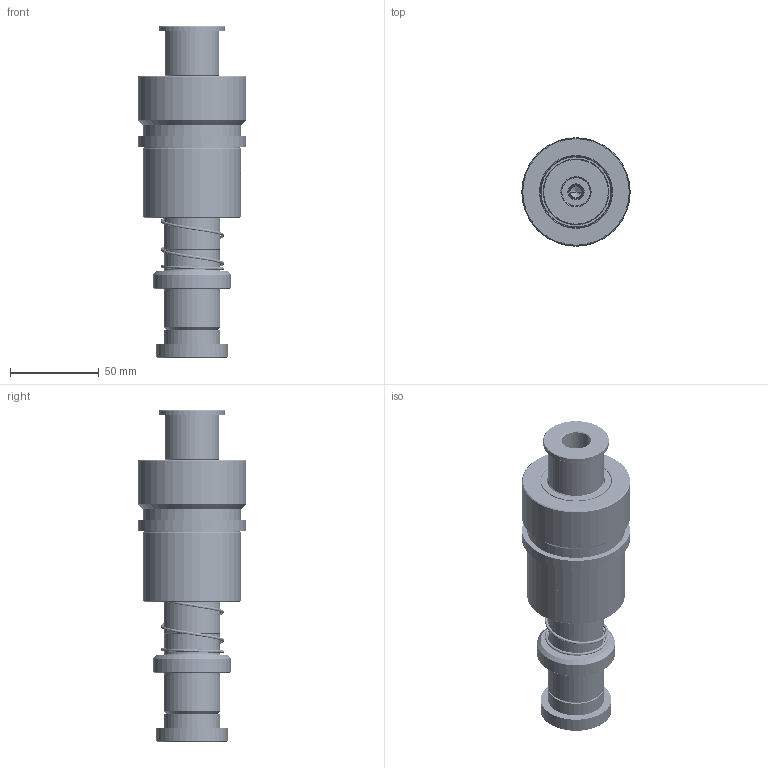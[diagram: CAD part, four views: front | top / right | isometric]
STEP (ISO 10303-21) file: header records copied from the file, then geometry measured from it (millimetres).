
FILE_DESCRIPTION (( 'STEP AP214' ), '1' );
FILE_NAME ('KTSH KTJH-D32-L120(BL80).STEP', '2021-09-09T08:16:50', ( '' ), ( '' ), 'SwSTEP 2.0', 'SolidWorks 2016', '' );
FILE_SCHEMA (( 'AUTOMOTIVE_DESIGN' ));
Length unit declared in the file: millimetre
Products named in the file (311): BALL-D4; GTK-D37-d31; KTSH KTJH-D32-L120(BL80); BSH-D39.5-32.5-L75郪蚾; TRPK蹟簽D32; TRB32-40-40; BSH-39.5-32.5-L75; HWP-D35.7-d32.5-L70; TRPK-D32-L120
Assembly tree (304 placements, depth 3):
  BALL-D4
  BALL-D4
  BALL-D4
  BALL-D4
  BALL-D4
Bounding box: 61 x 61 x 187 mm (x, y, z)
Volume: 283096 mm3; surface area: 105455.4 mm2
Topology: 300 solids, 300 shells, 1348 faces, 5743 edges, 3810 vertices
Faces by surface type: sphere 1176, cylinder 58, cone 52, plane 32, torus 16, bspline 14
Entity records: 61394 total; most frequent: CARTESIAN_POINT 36187, ORIENTED_EDGE 4412, DIRECTION 3832, EDGE_CURVE 2206, AXIS2_PLACEMENT_3D 1842, VERTEX_POINT 1446, EDGE_LOOP 1346, B_SPLINE_CURVE_WITH_KNOTS 1277
